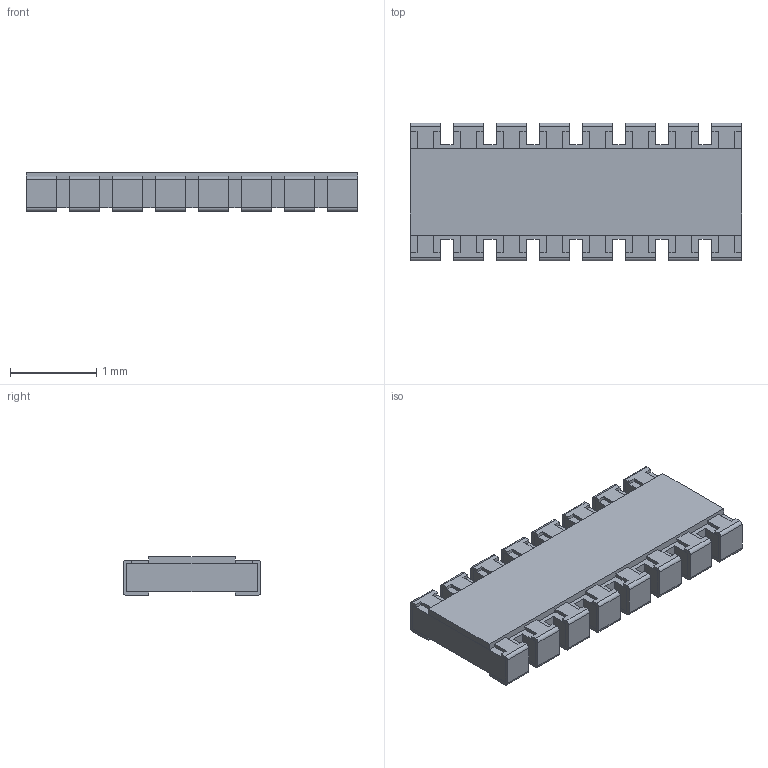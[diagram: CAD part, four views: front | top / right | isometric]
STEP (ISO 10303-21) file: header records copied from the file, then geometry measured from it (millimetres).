
FILE_DESCRIPTION (( 'STEP AP214' ), '1' );
FILE_NAME ('RES-ARRAY-SMD_16P-L3.8-W1.6-P0.50-BL.step', '2022-07-28T08:51:03', ( '' ), ( '' ), 'SwSTEP 2.0', 'SolidWorks 2020', '' );
FILE_SCHEMA (( 'AUTOMOTIVE_DESIGN' ));
Length unit declared in the file: millimetre
Products named in the file (1): RES-ARRAY-SMD_16P-L3.8-W1.6-P0.50-BL
Bounding box: 3.85 x 1.6 x 0.45 mm (x, y, z)
Volume: 2.3 mm3; surface area: 35.6 mm2
Topology: 18 solids, 18 shells, 548 faces, 1479 edges, 986 vertices
Faces by surface type: plane 418, bspline 98, cylinder 32
Entity records: 23714 total; most frequent: CARTESIAN_POINT 4320, ORIENTED_EDGE 2958, DIRECTION 2245, EDGE_CURVE 1479, VECTOR 1215, LINE 1215, VERTEX_POINT 986, UNCERTAINTY_MEASURE_WITH_UNIT 568
